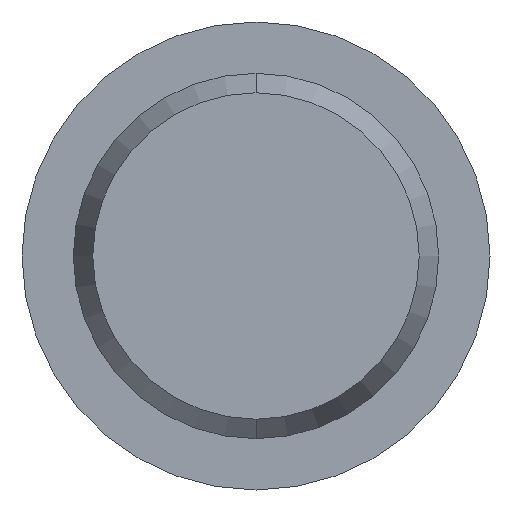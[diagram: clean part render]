
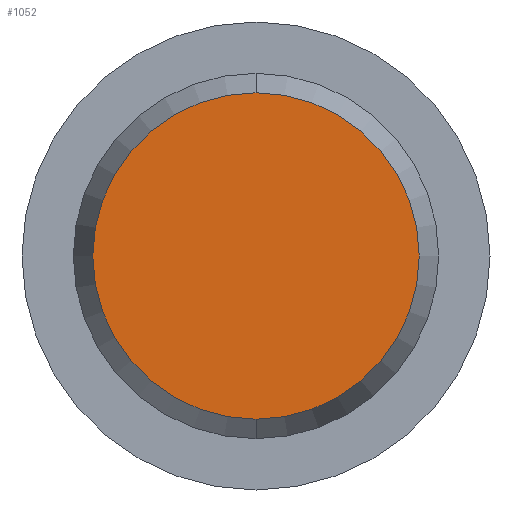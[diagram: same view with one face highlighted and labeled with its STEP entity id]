
A CAD part, front view. The second image highlights one B-rep face of the part: STEP entity #1052.
In plain terms, the highlighted planar face has unit normal (0, -1, 0).
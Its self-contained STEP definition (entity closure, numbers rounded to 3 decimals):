
#435=CARTESIAN_POINT('',(0.,-21.34,0.));
#436=DIRECTION('',(0.,-1.,0.));
#437=DIRECTION('',(0.,0.,-1.));
#438=AXIS2_PLACEMENT_3D('',#435,#436,#437);
#440=CARTESIAN_POINT('',(0.,-21.34,0.));
#441=DIRECTION('',(0.,-1.,0.));
#442=DIRECTION('',(0.,0.,1.));
#443=AXIS2_PLACEMENT_3D('',#440,#441,#442);
#521=CARTESIAN_POINT('',(0.,-21.34,-5.36));
#522=CARTESIAN_POINT('',(0.,-21.34,5.36));
#523=VERTEX_POINT('',#521);
#524=VERTEX_POINT('',#522);
#1043=CARTESIAN_POINT('',(0.,-21.34,0.));
#1044=DIRECTION('',(0.,-1.,0.));
#1045=DIRECTION('',(0.,0.,-1.));
#1046=AXIS2_PLACEMENT_3D('',#1043,#1044,#1045);
#1047=PLANE('',#1046);
#1048=ORIENTED_EDGE('',*,*,#997,.F.);
#1049=ORIENTED_EDGE('',*,*,#1012,.F.);
#1050=EDGE_LOOP('',(#1048,#1049));
#1051=FACE_OUTER_BOUND('',#1050,.F.);
#439=CIRCLE('',#438,5.36);
#444=CIRCLE('',#443,5.36);
#997=EDGE_CURVE('',#523,#524,#439,.T.);
#1012=EDGE_CURVE('',#524,#523,#444,.T.);
#1052=ADVANCED_FACE('',(#1051),#1047,.T.);
